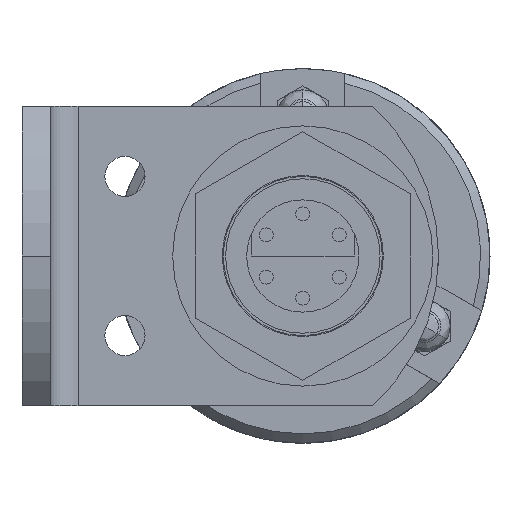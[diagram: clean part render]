
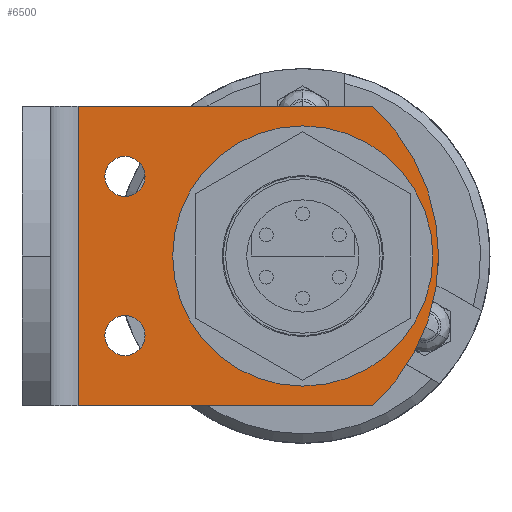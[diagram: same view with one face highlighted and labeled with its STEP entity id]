
A CAD part, front view. The second image highlights one B-rep face of the part: STEP entity #6500.
In plain terms, the highlighted planar face has unit normal (0, -1, 0).
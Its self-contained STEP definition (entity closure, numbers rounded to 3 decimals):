
#145 = AXIS2_PLACEMENT_3D ( 'NONE', #6570, #1177, #7479 ) ;
#389 = EDGE_CURVE ( 'NONE', #2410, #9224, #7067, .T. ) ;
#546 = CIRCLE ( 'NONE', #145, 8.6 ) ;
#707 = DIRECTION ( 'NONE',  ( 0., 0., -1. ) ) ;
#741 = CARTESIAN_POINT ( 'NONE',  ( -19., -287.5, 6.35 ) ) ;
#842 = ORIENTED_EDGE ( 'NONE', *, *, #9410, .F. ) ;
#915 = EDGE_LOOP ( 'NONE', ( #7543, #5421, #1426, #6698 ) ) ;
#1118 = EDGE_CURVE ( 'NONE', #9381, #1424, #6937, .T. ) ;
#1177 = DIRECTION ( 'NONE',  ( 0., -1., 0. ) ) ;
#1349 = VECTOR ( 'NONE', #4142, 1000. ) ;
#1382 = EDGE_LOOP ( 'NONE', ( #6144, #8680 ) ) ;
#1424 = VERTEX_POINT ( 'NONE', #8468 ) ;
#1426 = ORIENTED_EDGE ( 'NONE', *, *, #4889, .T. ) ;
#1592 = FACE_OUTER_BOUND ( 'NONE', #915, .T. ) ;
#1692 = CARTESIAN_POINT ( 'NONE',  ( -7.286, -287.5, 0. ) ) ;
#1973 = DIRECTION ( 'NONE',  ( 0., -1., 0. ) ) ;
#2309 = DIRECTION ( 'NONE',  ( 0., 0., -1. ) ) ;
#2354 = AXIS2_PLACEMENT_3D ( 'NONE', #10590, #5150, #11519 ) ;
#2372 = AXIS2_PLACEMENT_3D ( 'NONE', #7352, #1973, #8268 ) ;
#2410 = VERTEX_POINT ( 'NONE', #4275 ) ;
#2576 = DIRECTION ( 'NONE',  ( 0., 0., -1. ) ) ;
#2689 = CARTESIAN_POINT ( 'NONE',  ( 0., -287.5, -8.6 ) ) ;
#3294 = ORIENTED_EDGE ( 'NONE', *, *, #389, .F. ) ;
#3403 = FACE_BOUND ( 'NONE', #9674, .T. ) ;
#3508 = CARTESIAN_POINT ( 'NONE',  ( -24., -287.5, 16. ) ) ;
#3525 = EDGE_CURVE ( 'NONE', #9894, #8381, #5918, .T. ) ;
#3725 = LINE ( 'NONE', #9582, #1349 ) ;
#3765 = EDGE_CURVE ( 'NONE', #9224, #2410, #10627, .T. ) ;
#3831 = VERTEX_POINT ( 'NONE', #5147 ) ;
#3991 = CARTESIAN_POINT ( 'NONE',  ( 0., -287.5, 0. ) ) ;
#4142 = DIRECTION ( 'NONE',  ( -1., 0., 0. ) ) ;
#4161 = DIRECTION ( 'NONE',  ( 0., -1., 0. ) ) ;
#4275 = CARTESIAN_POINT ( 'NONE',  ( -19., -287.5, -6.35 ) ) ;
#4316 = AXIS2_PLACEMENT_3D ( 'NONE', #10275, #4822, #11189 ) ;
#4359 = EDGE_CURVE ( 'NONE', #3831, #9267, #546, .T. ) ;
#4449 = CARTESIAN_POINT ( 'NONE',  ( -19., -287.5, -10.65 ) ) ;
#4581 = EDGE_CURVE ( 'NONE', #8381, #9894, #6459, .T. ) ;
#4822 = DIRECTION ( 'NONE',  ( 0., -1., 0. ) ) ;
#4889 = EDGE_CURVE ( 'NONE', #1424, #7339, #3725, .T. ) ;
#4895 = DIRECTION ( 'NONE',  ( 0., 0., -1. ) ) ;
#5147 = CARTESIAN_POINT ( 'NONE',  ( 0., -287.5, 8.6 ) ) ;
#5150 = DIRECTION ( 'NONE',  ( 0., -1., 0. ) ) ;
#5265 = EDGE_LOOP ( 'NONE', ( #10516, #842 ) ) ;
#5421 = ORIENTED_EDGE ( 'NONE', *, *, #1118, .T. ) ;
#5492 = ORIENTED_EDGE ( 'NONE', *, *, #3765, .F. ) ;
#5536 = CIRCLE ( 'NONE', #10946, 8.6 ) ;
#5873 = PLANE ( 'NONE',  #11536 ) ;
#5918 = CIRCLE ( 'NONE', #4316, 2.15 ) ;
#6094 = CARTESIAN_POINT ( 'NONE',  ( -24., -287.5, 16. ) ) ;
#6144 = ORIENTED_EDGE ( 'NONE', *, *, #3525, .F. ) ;
#6459 = CIRCLE ( 'NONE', #2354, 2.15 ) ;
#6468 = CARTESIAN_POINT ( 'NONE',  ( 7.5, -287.5, -16. ) ) ;
#6500 = ADVANCED_FACE ( 'NONE', ( #8507, #3403, #8207, #1592 ), #5873, .T. ) ;
#6570 = CARTESIAN_POINT ( 'NONE',  ( 0., -287.5, 0. ) ) ;
#6698 = ORIENTED_EDGE ( 'NONE', *, *, #10285, .T. ) ;
#6870 = LINE ( 'NONE', #11708, #9009 ) ;
#6898 = VECTOR ( 'NONE', #707, 1000. ) ;
#6937 = CIRCLE ( 'NONE', #7069, 21.786 ) ;
#7067 = CIRCLE ( 'NONE', #2372, 2.15 ) ;
#7069 = AXIS2_PLACEMENT_3D ( 'NONE', #1692, #7992, #2576 ) ;
#7170 = DIRECTION ( 'NONE',  ( -1., 0., 0. ) ) ;
#7190 = VERTEX_POINT ( 'NONE', #11490 ) ;
#7339 = VERTEX_POINT ( 'NONE', #3508 ) ;
#7352 = CARTESIAN_POINT ( 'NONE',  ( -19., -287.5, -8.5 ) ) ;
#7449 = CARTESIAN_POINT ( 'NONE',  ( -19., -287.5, 10.65 ) ) ;
#7479 = DIRECTION ( 'NONE',  ( 0., 0., -1. ) ) ;
#7543 = ORIENTED_EDGE ( 'NONE', *, *, #8464, .F. ) ;
#7711 = DIRECTION ( 'NONE',  ( 0., -1., 0. ) ) ;
#7992 = DIRECTION ( 'NONE',  ( 0., -1., 0. ) ) ;
#8207 = FACE_BOUND ( 'NONE', #5265, .T. ) ;
#8268 = DIRECTION ( 'NONE',  ( 0., 0., -1. ) ) ;
#8381 = VERTEX_POINT ( 'NONE', #741 ) ;
#8464 = EDGE_CURVE ( 'NONE', #9381, #7190, #6870, .T. ) ;
#8468 = CARTESIAN_POINT ( 'NONE',  ( 7.5, -287.5, 16. ) ) ;
#8507 = FACE_BOUND ( 'NONE', #1382, .T. ) ;
#8680 = ORIENTED_EDGE ( 'NONE', *, *, #4581, .F. ) ;
#9009 = VECTOR ( 'NONE', #7170, 1000. ) ;
#9224 = VERTEX_POINT ( 'NONE', #4449 ) ;
#9267 = VERTEX_POINT ( 'NONE', #2689 ) ;
#9381 = VERTEX_POINT ( 'NONE', #6468 ) ;
#9410 = EDGE_CURVE ( 'NONE', #9267, #3831, #5536, .T. ) ;
#9508 = CARTESIAN_POINT ( 'NONE',  ( 14.5, -287.5, 16. ) ) ;
#9582 = CARTESIAN_POINT ( 'NONE',  ( 14.5, -287.5, 16. ) ) ;
#9589 = CARTESIAN_POINT ( 'NONE',  ( -19., -287.5, -8.5 ) ) ;
#9674 = EDGE_LOOP ( 'NONE', ( #3294, #5492 ) ) ;
#9894 = VERTEX_POINT ( 'NONE', #7449 ) ;
#10275 = CARTESIAN_POINT ( 'NONE',  ( -19., -287.5, 8.5 ) ) ;
#10285 = EDGE_CURVE ( 'NONE', #7339, #7190, #11464, .T. ) ;
#10339 = DIRECTION ( 'NONE',  ( 0., -1., 0. ) ) ;
#10508 = DIRECTION ( 'NONE',  ( 0., 0., -1. ) ) ;
#10516 = ORIENTED_EDGE ( 'NONE', *, *, #4359, .F. ) ;
#10590 = CARTESIAN_POINT ( 'NONE',  ( -19., -287.5, 8.5 ) ) ;
#10627 = CIRCLE ( 'NONE', #11391, 2.15 ) ;
#10946 = AXIS2_PLACEMENT_3D ( 'NONE', #3991, #10339, #4895 ) ;
#11189 = DIRECTION ( 'NONE',  ( 0., 0., -1. ) ) ;
#11391 = AXIS2_PLACEMENT_3D ( 'NONE', #9589, #4161, #10508 ) ;
#11464 = LINE ( 'NONE', #6094, #6898 ) ;
#11490 = CARTESIAN_POINT ( 'NONE',  ( -24., -287.5, -16. ) ) ;
#11519 = DIRECTION ( 'NONE',  ( 0., 0., -1. ) ) ;
#11536 = AXIS2_PLACEMENT_3D ( 'NONE', #9508, #7711, #2309 ) ;
#11708 = CARTESIAN_POINT ( 'NONE',  ( 14.5, -287.5, -16. ) ) ;
